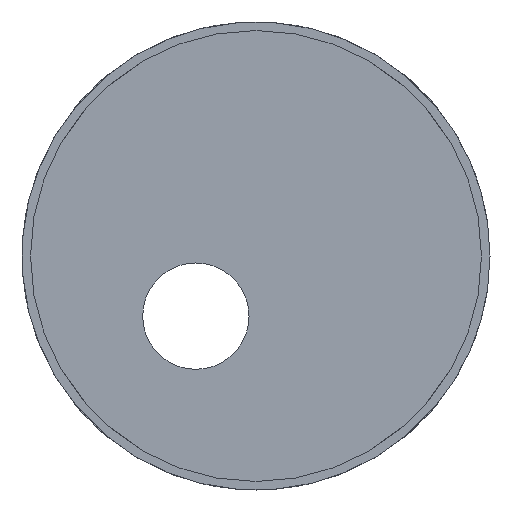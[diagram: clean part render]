
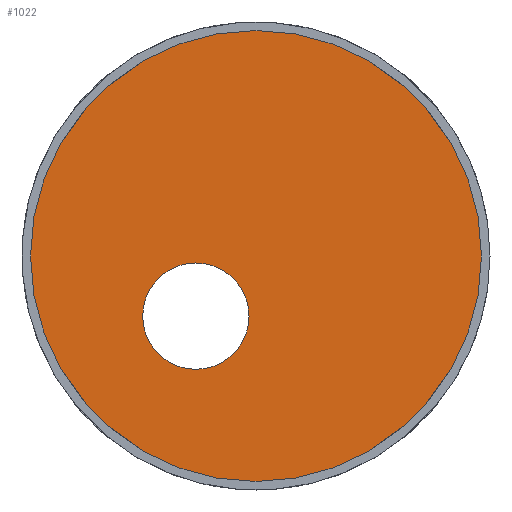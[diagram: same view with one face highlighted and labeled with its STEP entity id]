
A CAD part, front view. The second image highlights one B-rep face of the part: STEP entity #1022.
In plain terms, the highlighted planar face has unit normal (0, -1, 0).
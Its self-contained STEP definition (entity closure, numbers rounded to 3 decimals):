
#254=FACE_BOUND('',#344,.T.);
#283=FACE_OUTER_BOUND('',#343,.T.);
#343=EDGE_LOOP('',(#789));
#344=EDGE_LOOP('',(#790));
#401=CIRCLE('',#1108,26.5);
#411=CIRCLE('',#1123,6.25);
#488=VERTEX_POINT('',#1872);
#491=VERTEX_POINT('',#1891);
#601=EDGE_CURVE('',#488,#488,#401,.T.);
#612=EDGE_CURVE('',#491,#491,#411,.T.);
#789=ORIENTED_EDGE('',*,*,#601,.T.);
#790=ORIENTED_EDGE('',*,*,#612,.T.);
#980=PLANE('',#1122);
#1022=ADVANCED_FACE('',(#283,#254),#980,.F.);
#1108=AXIS2_PLACEMENT_3D('',#1873,#1268,#1269);
#1122=AXIS2_PLACEMENT_3D('',#1890,#1297,#1298);
#1123=AXIS2_PLACEMENT_3D('',#1892,#1299,#1300);
#1268=DIRECTION('center_axis',(0.,-1.,0.));
#1269=DIRECTION('ref_axis',(-1.,0.,0.));
#1297=DIRECTION('center_axis',(0.,1.,0.));
#1298=DIRECTION('ref_axis',(0.,0.,1.));
#1299=DIRECTION('center_axis',(0.,1.,0.));
#1300=DIRECTION('ref_axis',(1.,0.,0.));
#1872=CARTESIAN_POINT('',(26.5,0.,0.));
#1873=CARTESIAN_POINT('Origin',(0.,0.,0.));
#1890=CARTESIAN_POINT('Origin',(0.,0.,0.));
#1891=CARTESIAN_POINT('',(-13.321,0.,-7.071));
#1892=CARTESIAN_POINT('Origin',(-7.071,0.,-7.071));
